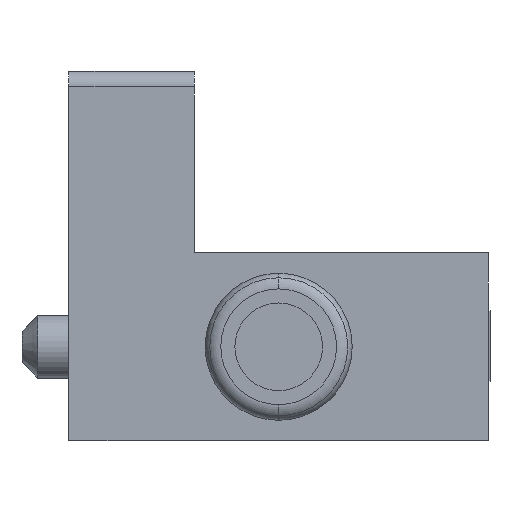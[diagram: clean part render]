
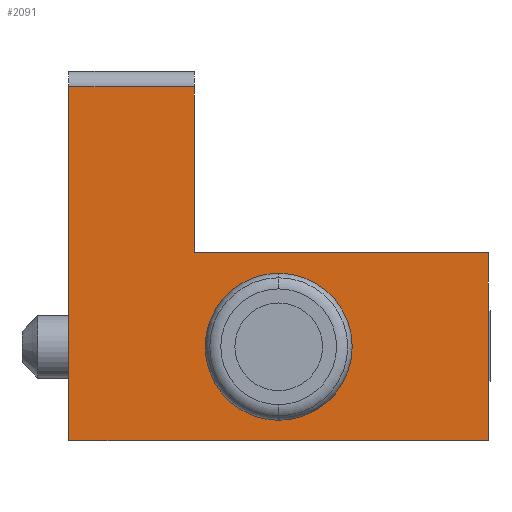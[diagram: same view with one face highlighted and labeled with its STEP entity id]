
A CAD part, front view. The second image highlights one B-rep face of the part: STEP entity #2091.
In plain terms, the highlighted planar face has unit normal (0, -1, 0).
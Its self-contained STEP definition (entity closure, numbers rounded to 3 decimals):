
#139=DIRECTION('',(0.,0.,-1.));
#140=VECTOR('',#139,5.3);
#141=CARTESIAN_POINT('',(-6.337,9.795,5.4));
#142=LINE('',#141,#140);
#184=DIRECTION('',(0.,0.,1.));
#185=VECTOR('',#184,11.3);
#186=CARTESIAN_POINT('',(-10.337,9.795,-5.9));
#187=LINE('',#186,#185);
#224=DIRECTION('',(1.,0.,0.));
#225=VECTOR('',#224,4.);
#226=CARTESIAN_POINT('',(-10.337,9.795,5.4));
#227=LINE('',#226,#225);
#232=DIRECTION('',(-1.,0.,0.));
#233=VECTOR('',#232,9.4);
#234=CARTESIAN_POINT('',(3.063,9.795,0.1));
#235=LINE('',#234,#233);
#236=DIRECTION('',(0.,0.,1.));
#237=VECTOR('',#236,6.);
#238=CARTESIAN_POINT('',(3.063,9.795,-5.9));
#239=LINE('',#238,#237);
#240=DIRECTION('',(1.,0.,0.));
#241=VECTOR('',#240,13.4);
#242=CARTESIAN_POINT('',(-10.337,9.795,-5.9));
#243=LINE('',#242,#241);
#244=CARTESIAN_POINT('',(-3.637,9.795,-2.9));
#245=DIRECTION('',(0.,1.,0.));
#246=DIRECTION('',(1.,0.,0.));
#247=AXIS2_PLACEMENT_3D('',#244,#245,#246);
#249=CARTESIAN_POINT('',(-3.637,9.795,-2.9));
#250=DIRECTION('',(0.,1.,0.));
#251=DIRECTION('',(-1.,0.,0.));
#252=AXIS2_PLACEMENT_3D('',#249,#250,#251);
#1389=CARTESIAN_POINT('',(3.063,9.795,0.1));
#1390=VERTEX_POINT('',#1389);
#1391=CARTESIAN_POINT('',(3.063,9.795,-5.9));
#1392=VERTEX_POINT('',#1391);
#1459=CARTESIAN_POINT('',(-6.337,9.795,5.4));
#1460=VERTEX_POINT('',#1459);
#1461=CARTESIAN_POINT('',(-6.337,9.795,0.1));
#1462=VERTEX_POINT('',#1461);
#1475=CARTESIAN_POINT('',(-10.337,9.795,5.4));
#1476=VERTEX_POINT('',#1475);
#1499=CARTESIAN_POINT('',(-10.337,9.795,-5.9));
#1500=VERTEX_POINT('',#1499);
#1519=CARTESIAN_POINT('',(-5.987,9.795,-2.9));
#1521=VERTEX_POINT('',#1519);
#1523=CARTESIAN_POINT('',(-1.287,9.795,-2.9));
#1525=VERTEX_POINT('',#1523);
#2071=CARTESIAN_POINT('',(-10.337,9.795,-2.9));
#2072=DIRECTION('',(0.,-1.,0.));
#2073=DIRECTION('',(1.,0.,0.));
#2074=AXIS2_PLACEMENT_3D('',#2071,#2072,#2073);
#2075=PLANE('',#2074);
#2076=ORIENTED_EDGE('',*,*,#2064,.T.);
#2077=ORIENTED_EDGE('',*,*,#1975,.T.);
#2078=ORIENTED_EDGE('',*,*,#1960,.F.);
#2080=ORIENTED_EDGE('',*,*,#2079,.F.);
#2081=ORIENTED_EDGE('',*,*,#1899,.F.);
#2082=ORIENTED_EDGE('',*,*,#2019,.T.);
#2083=EDGE_LOOP('',(#2076,#2077,#2078,#2080,#2081,#2082));
#2084=FACE_OUTER_BOUND('',#2083,.F.);
#2086=ORIENTED_EDGE('',*,*,#2085,.F.);
#2088=ORIENTED_EDGE('',*,*,#2087,.F.);
#2089=EDGE_LOOP('',(#2086,#2088));
#2090=FACE_BOUND('',#2089,.F.);
#2091=ADVANCED_FACE('',(#2084,#2090),#2075,.T.);
#248=CIRCLE('',#247,2.35);
#253=CIRCLE('',#252,2.35);
#1899=EDGE_CURVE('',#1500,#1392,#243,.T.);
#1960=EDGE_CURVE('',#1390,#1462,#235,.T.);
#1975=EDGE_CURVE('',#1460,#1462,#142,.T.);
#2019=EDGE_CURVE('',#1500,#1476,#187,.T.);
#2064=EDGE_CURVE('',#1476,#1460,#227,.T.);
#2079=EDGE_CURVE('',#1392,#1390,#239,.T.);
#2085=EDGE_CURVE('',#1525,#1521,#248,.T.);
#2087=EDGE_CURVE('',#1521,#1525,#253,.T.);
